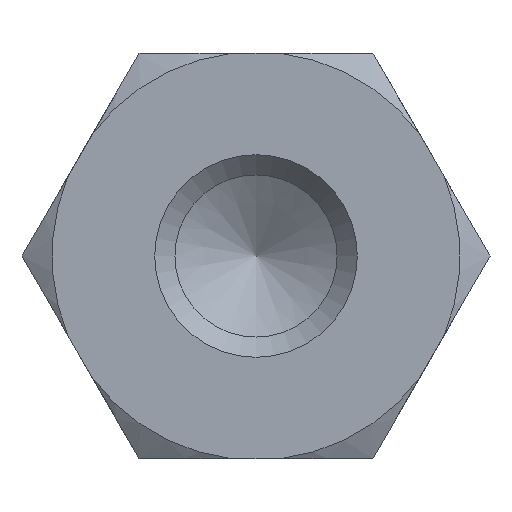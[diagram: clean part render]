
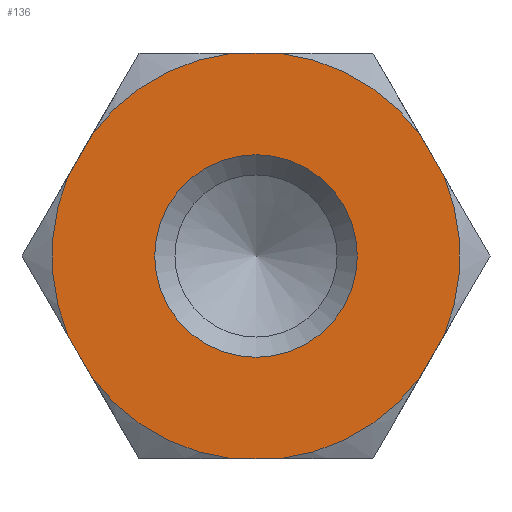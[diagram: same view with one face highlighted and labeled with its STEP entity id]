
A CAD part, front view. The second image highlights one B-rep face of the part: STEP entity #136.
In plain terms, the highlighted planar face has unit normal (0, -1, 0).
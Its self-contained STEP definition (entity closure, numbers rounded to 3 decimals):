
#16=CARTESIAN_POINT('',(0.0,0.0,1.0));
#17=VERTEX_POINT('',#16);
#18=CARTESIAN_POINT('',(0.0,0.0,0.0));
#19=DIRECTION('',(-0.0,1.0,-0.0));
#20=DIRECTION('',(0.0,0.0,1.0));
#21=AXIS2_PLACEMENT_3D('',#18,#19,#20);
#22=CIRCLE('',#21,1.0);
#23=EDGE_CURVE('n� 966',#17,#17,#22,.T.);
#24=ORIENTED_EDGE('',*,*,#23,.T.);
#25=EDGE_LOOP('',(#24));
#26=FACE_OUTER_BOUND('',#25,.T.);
#27=CARTESIAN_POINT('',(1.611,0.0,1.209));
#28=VERTEX_POINT('',#27);
#29=CARTESIAN_POINT('',(0.242,0.0,2.0));
#30=VERTEX_POINT('',#29);
#31=CARTESIAN_POINT('',(0.0,0.0,0.0));
#32=DIRECTION('',(-0.0,-1.0,-0.0));
#33=DIRECTION('',(0.0,0.0,-1.0));
#34=AXIS2_PLACEMENT_3D('',#31,#32,#33);
#35=CIRCLE('',#34,2.015);
#36=EDGE_CURVE('n� 141',#28,#30,#35,.T.);
#37=ORIENTED_EDGE('',*,*,#36,.T.);
#38=CARTESIAN_POINT('',(-0.242,0.0,2.0));
#39=VERTEX_POINT('',#38);
#40=CARTESIAN_POINT('',(0.0,0.0,2.0));
#41=DIRECTION('',(-1.0,0.0,0.0));
#42=VECTOR('',#41,1.0);
#43=LINE('',#40,#42);
#44=EDGE_CURVE('n� 189',#30,#39,#43,.T.);
#45=ORIENTED_EDGE('',*,*,#44,.T.);
#46=CARTESIAN_POINT('',(-1.611,0.0,1.209));
#47=VERTEX_POINT('',#46);
#48=CARTESIAN_POINT('',(0.0,0.0,0.0));
#49=DIRECTION('',(-0.0,-1.0,-0.0));
#50=DIRECTION('',(0.0,0.0,-1.0));
#51=AXIS2_PLACEMENT_3D('',#48,#49,#50);
#52=CIRCLE('',#51,2.015);
#53=EDGE_CURVE('n� 147',#39,#47,#52,.T.);
#54=ORIENTED_EDGE('',*,*,#53,.T.);
#55=CARTESIAN_POINT('',(-1.853,0.0,0.791));
#56=VERTEX_POINT('',#55);
#57=CARTESIAN_POINT('',(-1.732,0.0,1.0));
#58=DIRECTION('',(-0.5,0.0,-0.866));
#59=VECTOR('',#58,1.0);
#60=LINE('',#57,#59);
#61=EDGE_CURVE('n� 164',#47,#56,#60,.T.);
#62=ORIENTED_EDGE('',*,*,#61,.T.);
#63=CARTESIAN_POINT('',(-1.853,0.0,-0.791));
#64=VERTEX_POINT('',#63);
#65=CARTESIAN_POINT('',(0.0,0.0,0.0));
#66=DIRECTION('',(-0.0,-1.0,-0.0));
#67=DIRECTION('',(0.0,0.0,-1.0));
#68=AXIS2_PLACEMENT_3D('',#65,#66,#67);
#69=CIRCLE('',#68,2.015);
#70=EDGE_CURVE('n� 153',#56,#64,#69,.T.);
#71=ORIENTED_EDGE('',*,*,#70,.T.);
#72=CARTESIAN_POINT('',(-1.611,0.0,-1.209));
#73=VERTEX_POINT('',#72);
#74=CARTESIAN_POINT('',(-1.732,0.0,-1.0));
#75=DIRECTION('',(0.5,0.0,-0.866));
#76=VECTOR('',#75,1.0);
#77=LINE('',#74,#76);
#78=EDGE_CURVE('n� 169',#64,#73,#77,.T.);
#79=ORIENTED_EDGE('',*,*,#78,.T.);
#80=CARTESIAN_POINT('',(-0.242,0.0,-2.0));
#81=VERTEX_POINT('',#80);
#82=CARTESIAN_POINT('',(0.0,0.0,0.0));
#83=DIRECTION('',(-0.0,-1.0,-0.0));
#84=DIRECTION('',(0.0,0.0,-1.0));
#85=AXIS2_PLACEMENT_3D('',#82,#83,#84);
#86=CIRCLE('',#85,2.015);
#87=EDGE_CURVE('n� 159',#73,#81,#86,.T.);
#88=ORIENTED_EDGE('',*,*,#87,.T.);
#89=CARTESIAN_POINT('',(0.242,0.0,-2.0));
#90=VERTEX_POINT('',#89);
#91=CARTESIAN_POINT('',(-0.0,0.0,-2.0));
#92=DIRECTION('',(1.0,0.0,0.0));
#93=VECTOR('',#92,1.0);
#94=LINE('',#91,#93);
#95=EDGE_CURVE('n� 174',#81,#90,#94,.T.);
#96=ORIENTED_EDGE('',*,*,#95,.T.);
#97=CARTESIAN_POINT('',(1.611,0.0,-1.209));
#98=VERTEX_POINT('',#97);
#99=CARTESIAN_POINT('',(0.0,0.0,0.0));
#100=DIRECTION('',(-0.0,-1.0,-0.0));
#101=DIRECTION('',(0.0,0.0,-1.0));
#102=AXIS2_PLACEMENT_3D('',#99,#100,#101);
#103=CIRCLE('',#102,2.015);
#104=EDGE_CURVE('n� 49',#90,#98,#103,.T.);
#105=ORIENTED_EDGE('',*,*,#104,.T.);
#106=CARTESIAN_POINT('',(1.853,0.0,-0.791));
#107=VERTEX_POINT('',#106);
#108=CARTESIAN_POINT('',(1.732,0.0,-1.0));
#109=DIRECTION('',(0.5,0.0,0.866));
#110=VECTOR('',#109,1.0);
#111=LINE('',#108,#110);
#112=EDGE_CURVE('n� 179',#98,#107,#111,.T.);
#113=ORIENTED_EDGE('',*,*,#112,.T.);
#114=CARTESIAN_POINT('',(1.853,0.0,0.791));
#115=VERTEX_POINT('',#114);
#116=CARTESIAN_POINT('',(0.0,0.0,0.0));
#117=DIRECTION('',(-0.0,-1.0,-0.0));
#118=DIRECTION('',(0.0,0.0,-1.0));
#119=AXIS2_PLACEMENT_3D('',#116,#117,#118);
#120=CIRCLE('',#119,2.015);
#121=EDGE_CURVE('n� 135',#107,#115,#120,.T.);
#122=ORIENTED_EDGE('',*,*,#121,.T.);
#123=CARTESIAN_POINT('',(1.732,0.0,1.0));
#124=DIRECTION('',(-0.5,0.0,0.866));
#125=VECTOR('',#124,1.0);
#126=LINE('',#123,#125);
#127=EDGE_CURVE('n� 184',#115,#28,#126,.T.);
#128=ORIENTED_EDGE('',*,*,#127,.T.);
#129=EDGE_LOOP('',(
    #37,#45,#54,#62,#71,#79,#88,#96,#105,#113,
    #122,#128));
#130=FACE_BOUND('',#129,.T.);
#131=CARTESIAN_POINT('',(0.0,0.0,0.0));
#132=DIRECTION('',(-0.0,-1.0,-0.0));
#133=DIRECTION('',(0.0,0.0,-1.0));
#134=AXIS2_PLACEMENT_3D('',#131,#132,#133);
#135=PLANE('',#134);
#136=ADVANCED_FACE('n� 192',(#26,#130),#135,.T.);
